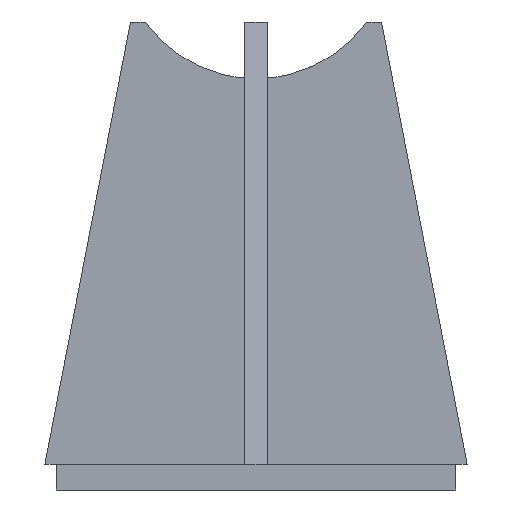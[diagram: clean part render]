
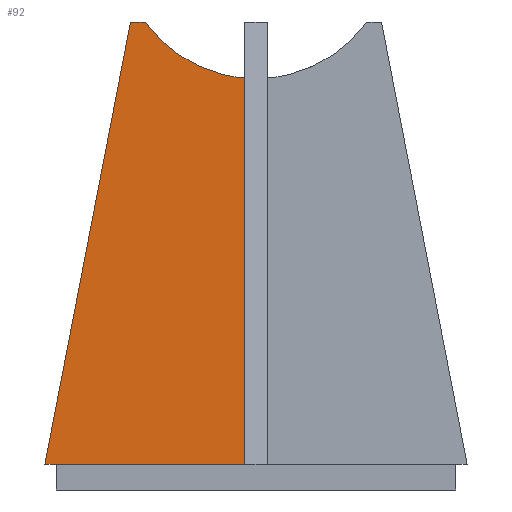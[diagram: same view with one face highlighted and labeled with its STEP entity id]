
A CAD part, left-side view. The second image highlights one B-rep face of the part: STEP entity #92.
In plain terms, the highlighted planar face has unit normal (-1, 0, 0).
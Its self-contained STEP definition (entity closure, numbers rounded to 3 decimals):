
#68=CIRCLE('',#671,95.716);
#92=ADVANCED_FACE('',(#150),#126,.F.);
#126=PLANE('',#672);
#150=FACE_OUTER_BOUND('',#188,.T.);
#188=EDGE_LOOP('',(#278,#279,#280,#281,#282,#283));
#278=ORIENTED_EDGE('',*,*,#454,.F.);
#279=ORIENTED_EDGE('',*,*,#483,.F.);
#280=ORIENTED_EDGE('',*,*,#484,.T.);
#281=ORIENTED_EDGE('',*,*,#485,.T.);
#282=ORIENTED_EDGE('',*,*,#486,.F.);
#283=ORIENTED_EDGE('',*,*,#481,.F.);
#397=VERTEX_POINT('',#914);
#398=VERTEX_POINT('',#916);
#415=VERTEX_POINT('',#968);
#416=VERTEX_POINT('',#972);
#417=VERTEX_POINT('',#974);
#418=VERTEX_POINT('',#976);
#454=EDGE_CURVE('',#397,#398,#535,.T.);
#481=EDGE_CURVE('',#398,#415,#557,.T.);
#483=EDGE_CURVE('',#416,#397,#559,.T.);
#484=EDGE_CURVE('',#416,#417,#68,.T.);
#485=EDGE_CURVE('',#417,#418,#560,.T.);
#486=EDGE_CURVE('',#415,#418,#561,.T.);
#535=LINE('',#915,#599);
#557=LINE('',#967,#621);
#559=LINE('',#971,#623);
#560=LINE('',#975,#624);
#561=LINE('',#977,#625);
#599=VECTOR('',#732,1.);
#621=VECTOR('',#780,1.);
#623=VECTOR('',#784,1.);
#624=VECTOR('',#787,1.);
#625=VECTOR('',#788,1.);
#671=AXIS2_PLACEMENT_3D('',#973,#785,#786);
#672=AXIS2_PLACEMENT_3D('',#978,#789,#790);
#732=DIRECTION('',(0.,1.,0.));
#780=DIRECTION('',(0.,1.,0.));
#784=DIRECTION('',(0.,0.,-1.));
#785=DIRECTION('',(1.,0.,0.));
#786=DIRECTION('',(0.,1.,0.));
#787=DIRECTION('',(0.,1.,0.));
#788=DIRECTION('',(0.,-0.19,0.982));
#789=DIRECTION('',(1.,0.,0.));
#790=DIRECTION('',(0.,-1.,0.));
#914=CARTESIAN_POINT('',(-8.,8.,18.));
#915=CARTESIAN_POINT('',(-8.,-140.,18.));
#916=CARTESIAN_POINT('',(-8.,140.,18.));
#967=CARTESIAN_POINT('',(-8.,-140.,18.));
#968=CARTESIAN_POINT('',(-8.,148.,18.));
#971=CARTESIAN_POINT('',(-8.,8.,288.));
#972=CARTESIAN_POINT('',(-8.,8.,288.669));
#973=CARTESIAN_POINT('',(-8.,0.,384.05));
#974=CARTESIAN_POINT('',(-8.,77.589,328.));
#975=CARTESIAN_POINT('',(-8.,-140.,328.));
#976=CARTESIAN_POINT('',(-8.,88.,328.));
#977=CARTESIAN_POINT('',(-8.,148.,18.));
#978=CARTESIAN_POINT('',(-8.,-140.,288.));
